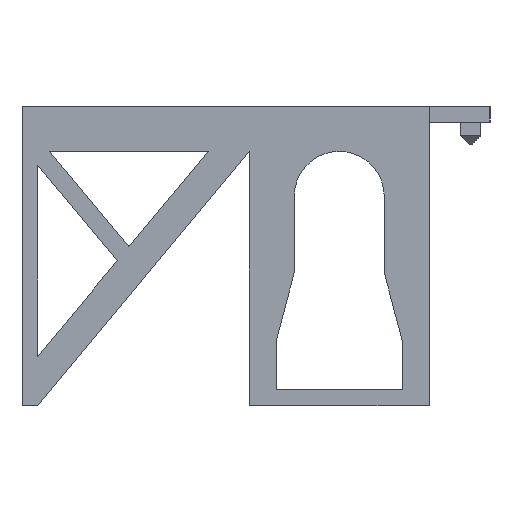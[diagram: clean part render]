
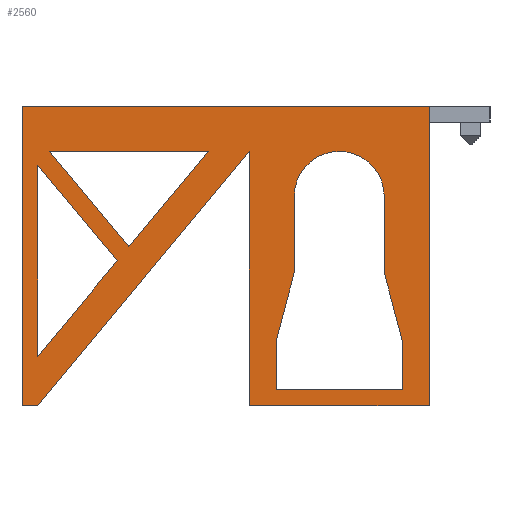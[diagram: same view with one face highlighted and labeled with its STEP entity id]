
A CAD part, left-side view. The second image highlights one B-rep face of the part: STEP entity #2560.
In plain terms, the highlighted planar face has unit normal (-1, 0, 0).
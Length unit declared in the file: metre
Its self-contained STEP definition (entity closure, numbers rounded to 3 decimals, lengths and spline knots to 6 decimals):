
#77=CIRCLE('',#3868,0.01);
#308=ORIENTED_EDGE('',*,*,#1252,.T.);
#309=ORIENTED_EDGE('',*,*,#1253,.T.);
#310=ORIENTED_EDGE('',*,*,#1254,.T.);
#311=ORIENTED_EDGE('',*,*,#1255,.T.);
#312=ORIENTED_EDGE('',*,*,#1256,.T.);
#313=ORIENTED_EDGE('',*,*,#1257,.F.);
#314=ORIENTED_EDGE('',*,*,#1184,.F.);
#315=ORIENTED_EDGE('',*,*,#1068,.F.);
#316=ORIENTED_EDGE('',*,*,#1149,.T.);
#317=ORIENTED_EDGE('',*,*,#1258,.F.);
#318=ORIENTED_EDGE('',*,*,#1259,.F.);
#319=ORIENTED_EDGE('',*,*,#1260,.T.);
#320=ORIENTED_EDGE('',*,*,#1261,.F.);
#321=ORIENTED_EDGE('',*,*,#1262,.F.);
#322=ORIENTED_EDGE('',*,*,#1263,.F.);
#323=ORIENTED_EDGE('',*,*,#1264,.F.);
#324=ORIENTED_EDGE('',*,*,#1265,.F.);
#325=ORIENTED_EDGE('',*,*,#1266,.F.);
#326=ORIENTED_EDGE('',*,*,#1130,.F.);
#327=ORIENTED_EDGE('',*,*,#1267,.T.);
#328=ORIENTED_EDGE('',*,*,#1268,.T.);
#329=ORIENTED_EDGE('',*,*,#1269,.F.);
#330=ORIENTED_EDGE('',*,*,#1270,.T.);
#1068=EDGE_CURVE('',#1545,#1546,#2958,.T.);
#1130=EDGE_CURVE('',#1607,#1608,#3020,.T.);
#1149=EDGE_CURVE('',#1545,#1622,#3039,.T.);
#1184=EDGE_CURVE('',#1546,#1657,#3067,.T.);
#1252=EDGE_CURVE('',#1622,#1720,#3110,.T.);
#1253=EDGE_CURVE('',#1720,#1721,#3111,.T.);
#1254=EDGE_CURVE('',#1721,#1722,#3112,.T.);
#1255=EDGE_CURVE('',#1722,#1723,#3113,.T.);
#1256=EDGE_CURVE('',#1723,#1724,#3114,.T.);
#1257=EDGE_CURVE('',#1657,#1724,#3115,.T.);
#1258=EDGE_CURVE('',#1725,#1726,#77,.F.);
#1259=EDGE_CURVE('',#1727,#1725,#3116,.T.);
#1260=EDGE_CURVE('',#1727,#1728,#3117,.T.);
#1261=EDGE_CURVE('',#1729,#1728,#3118,.T.);
#1262=EDGE_CURVE('',#1730,#1729,#3119,.T.);
#1263=EDGE_CURVE('',#1731,#1730,#3120,.T.);
#1264=EDGE_CURVE('',#1732,#1731,#3121,.T.);
#1265=EDGE_CURVE('',#1726,#1732,#3122,.T.);
#1266=EDGE_CURVE('',#1608,#1733,#3123,.T.);
#1267=EDGE_CURVE('',#1607,#1733,#3124,.T.);
#1268=EDGE_CURVE('',#1734,#1735,#3125,.T.);
#1269=EDGE_CURVE('',#1736,#1735,#3126,.T.);
#1270=EDGE_CURVE('',#1736,#1734,#3127,.T.);
#1545=VERTEX_POINT('',#5042);
#1546=VERTEX_POINT('',#5044);
#1607=VERTEX_POINT('',#5167);
#1608=VERTEX_POINT('',#5169);
#1622=VERTEX_POINT('',#5203);
#1657=VERTEX_POINT('',#5276);
#1720=VERTEX_POINT('',#5411);
#1721=VERTEX_POINT('',#5413);
#1722=VERTEX_POINT('',#5415);
#1723=VERTEX_POINT('',#5417);
#1724=VERTEX_POINT('',#5419);
#1725=VERTEX_POINT('',#5422);
#1726=VERTEX_POINT('',#5423);
#1727=VERTEX_POINT('',#5425);
#1728=VERTEX_POINT('',#5427);
#1729=VERTEX_POINT('',#5429);
#1730=VERTEX_POINT('',#5431);
#1731=VERTEX_POINT('',#5433);
#1732=VERTEX_POINT('',#5435);
#1733=VERTEX_POINT('',#5438);
#1734=VERTEX_POINT('',#5441);
#1735=VERTEX_POINT('',#5442);
#1736=VERTEX_POINT('',#5444);
#1920=EDGE_LOOP('',(#308,#309,#310,#311,#312,#313,#314,#315,#316));
#1921=EDGE_LOOP('',(#317,#318,#319,#320,#321,#322,#323,#324));
#1922=EDGE_LOOP('',(#325,#326,#327));
#1923=EDGE_LOOP('',(#328,#329,#330));
#2191=FACE_BOUND('',#1920,.T.);
#2192=FACE_BOUND('',#1921,.T.);
#2193=FACE_BOUND('',#1922,.T.);
#2194=FACE_BOUND('',#1923,.T.);
#2413=PLANE('',#3867);
#2560=ADVANCED_FACE('',(#2191,#2192,#2193,#2194),#2413,.T.);
#2958=LINE('',#5043,#3389);
#3020=LINE('',#5168,#3451);
#3039=LINE('',#5204,#3470);
#3067=LINE('',#5275,#3498);
#3110=LINE('',#5410,#3541);
#3111=LINE('',#5412,#3542);
#3112=LINE('',#5414,#3543);
#3113=LINE('',#5416,#3544);
#3114=LINE('',#5418,#3545);
#3115=LINE('',#5420,#3546);
#3116=LINE('',#5424,#3547);
#3117=LINE('',#5426,#3548);
#3118=LINE('',#5428,#3549);
#3119=LINE('',#5430,#3550);
#3120=LINE('',#5432,#3551);
#3121=LINE('',#5434,#3552);
#3122=LINE('',#5436,#3553);
#3123=LINE('',#5437,#3554);
#3124=LINE('',#5439,#3555);
#3125=LINE('',#5440,#3556);
#3126=LINE('',#5443,#3557);
#3127=LINE('',#5445,#3558);
#3389=VECTOR('',#4110,1.);
#3451=VECTOR('',#4174,1.);
#3470=VECTOR('',#4197,1.);
#3498=VECTOR('',#4243,1.);
#3541=VECTOR('',#4344,1.);
#3542=VECTOR('',#4345,1.);
#3543=VECTOR('',#4346,1.);
#3544=VECTOR('',#4347,1.);
#3545=VECTOR('',#4348,1.);
#3546=VECTOR('',#4349,1.);
#3547=VECTOR('',#4352,1.);
#3548=VECTOR('',#4353,1.);
#3549=VECTOR('',#4354,1.);
#3550=VECTOR('',#4355,1.);
#3551=VECTOR('',#4356,1.);
#3552=VECTOR('',#4357,1.);
#3553=VECTOR('',#4358,1.);
#3554=VECTOR('',#4359,1.);
#3555=VECTOR('',#4360,1.);
#3556=VECTOR('',#4361,1.);
#3557=VECTOR('',#4362,1.);
#3558=VECTOR('',#4363,1.);
#3867=AXIS2_PLACEMENT_3D('',#5409,#4342,#4343);
#3868=AXIS2_PLACEMENT_3D('',#5421,#4350,#4351);
#4110=DIRECTION('',(0.,0.,1.));
#4174=DIRECTION('',(0.,0.,-1.));
#4197=DIRECTION('',(0.,-1.,0.));
#4243=DIRECTION('',(0.,-1.,0.));
#4342=DIRECTION('',(-1.,0.,0.));
#4343=DIRECTION('',(0.,1.,0.));
#4344=DIRECTION('',(0.,-0.64,0.769));
#4345=DIRECTION('',(0.,0.,-1.));
#4346=DIRECTION('',(0.,-1.,0.));
#4347=DIRECTION('',(0.,0.,-1.));
#4348=DIRECTION('',(0.,-1.,0.));
#4349=DIRECTION('',(0.,0.,-1.));
#4350=DIRECTION('',(1.,0.,0.));
#4351=DIRECTION('',(0.,1.,0.));
#4352=DIRECTION('',(0.,0.,1.));
#4353=DIRECTION('',(0.,-0.258,-0.966));
#4354=DIRECTION('',(0.,0.,1.));
#4355=DIRECTION('',(0.,-1.,0.));
#4356=DIRECTION('',(0.,0.,-1.));
#4357=DIRECTION('',(0.,0.258,-0.966));
#4358=DIRECTION('',(0.,0.,-1.));
#4359=DIRECTION('',(0.,-0.64,0.769));
#4360=DIRECTION('',(0.,-0.64,-0.768));
#4361=DIRECTION('',(0.,0.64,0.769));
#4362=DIRECTION('',(0.,1.,0.));
#4363=DIRECTION('',(0.,0.64,-0.769));
#5042=CARTESIAN_POINT('',(-0.0641,0.037,-0.063));
#5043=CARTESIAN_POINT('',(-0.0641,0.037,-0.1165));
#5044=CARTESIAN_POINT('',(-0.0641,0.037,0.0035));
#5167=CARTESIAN_POINT('',(-0.0641,0.0335,-0.009627));
#5168=CARTESIAN_POINT('',(-0.0641,0.0335,0.));
#5169=CARTESIAN_POINT('',(-0.0641,0.0335,-0.052054));
#5203=CARTESIAN_POINT('',(-0.0641,0.0335,-0.063));
#5204=CARTESIAN_POINT('',(-0.0641,0.037,-0.063));
#5275=CARTESIAN_POINT('',(-0.0641,0.,0.0035));
#5276=CARTESIAN_POINT('',(-0.0641,-0.0535,0.0035));
#5409=CARTESIAN_POINT('',(-0.0641,0.,0.0035));
#5410=CARTESIAN_POINT('',(-0.0641,-0.011174,-0.009296));
#5411=CARTESIAN_POINT('',(-0.0641,-0.0135,-0.0065));
#5412=CARTESIAN_POINT('',(-0.0641,-0.0135,0.0035));
#5413=CARTESIAN_POINT('',(-0.0641,-0.0135,-0.0485));
#5414=CARTESIAN_POINT('',(-0.0641,0.,-0.0485));
#5415=CARTESIAN_POINT('',(-0.0641,-0.013531,-0.0485));
#5416=CARTESIAN_POINT('',(-0.0641,-0.013531,0.003502));
#5417=CARTESIAN_POINT('',(-0.0641,-0.013531,-0.063));
#5418=CARTESIAN_POINT('',(-0.0641,-0.0535,-0.063));
#5419=CARTESIAN_POINT('',(-0.0641,-0.0535,-0.063));
#5420=CARTESIAN_POINT('',(-0.0641,-0.0535,0.0035));
#5421=CARTESIAN_POINT('',(-0.0641,-0.0335,-0.0165));
#5422=CARTESIAN_POINT('',(-0.0641,-0.0435,-0.0165));
#5423=CARTESIAN_POINT('',(-0.0641,-0.0235,-0.0165));
#5424=CARTESIAN_POINT('',(-0.0641,-0.0435,0.));
#5425=CARTESIAN_POINT('',(-0.0641,-0.0435,-0.0335));
#5426=CARTESIAN_POINT('',(-0.0641,-0.032272,0.008606));
#5427=CARTESIAN_POINT('',(-0.0641,-0.0475,-0.0485));
#5428=CARTESIAN_POINT('',(-0.0641,-0.0475,0.));
#5429=CARTESIAN_POINT('',(-0.0641,-0.0475,-0.0595));
#5430=CARTESIAN_POINT('',(-0.0641,0.,-0.0595));
#5431=CARTESIAN_POINT('',(-0.0641,-0.0195,-0.0595));
#5432=CARTESIAN_POINT('',(-0.0641,-0.0195,0.));
#5433=CARTESIAN_POINT('',(-0.0641,-0.0195,-0.0485));
#5434=CARTESIAN_POINT('',(-0.0641,-0.03028,-0.008075));
#5435=CARTESIAN_POINT('',(-0.0641,-0.0235,-0.0335));
#5436=CARTESIAN_POINT('',(-0.0641,-0.0235,0.));
#5437=CARTESIAN_POINT('',(-0.0641,-0.005793,-0.004819));
#5438=CARTESIAN_POINT('',(-0.0641,0.015843,-0.030828));
#5439=CARTESIAN_POINT('',(-0.0641,0.024514,-0.020417));
#5440=CARTESIAN_POINT('',(-0.0641,0.021457,-0.017849));
#5441=CARTESIAN_POINT('',(-0.0641,0.013252,-0.027713));
#5442=CARTESIAN_POINT('',(-0.0641,0.030898,-0.0065));
#5443=CARTESIAN_POINT('',(-0.0641,0.,-0.0065));
#5444=CARTESIAN_POINT('',(-0.0641,-0.004395,-0.0065));
#5445=CARTESIAN_POINT('',(-0.0641,-0.005793,-0.004819));
